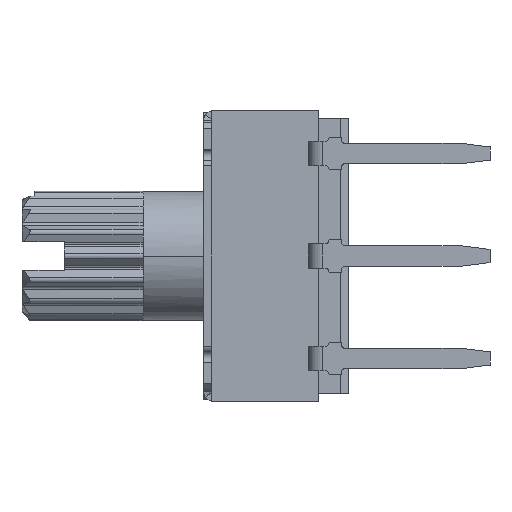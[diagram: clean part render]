
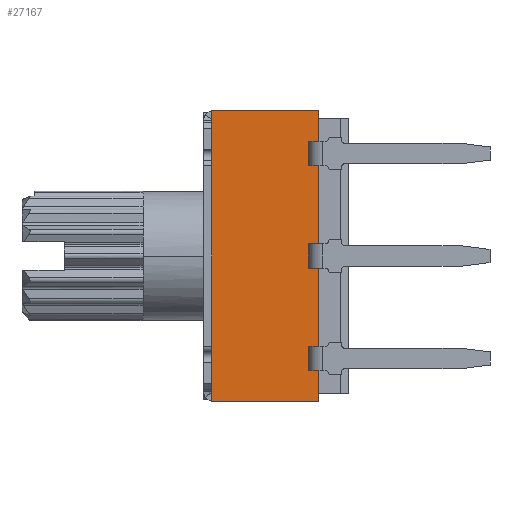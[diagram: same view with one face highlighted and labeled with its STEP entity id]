
A CAD part, left-side view. The second image highlights one B-rep face of the part: STEP entity #27167.
In plain terms, the highlighted planar face has unit normal (-1, 0, 0).
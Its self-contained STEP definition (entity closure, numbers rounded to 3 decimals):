
#189 = ORIENTED_EDGE ( 'NONE', *, *, #5971, .F. ) ;
#272 = VERTEX_POINT ( 'NONE', #8492 ) ;
#458 = CARTESIAN_POINT ( 'NONE',  ( -3.6, 1., 0.3 ) ) ;
#1043 = EDGE_CURVE ( 'NONE', #10263, #30755, #32825, .T. ) ;
#1383 = DIRECTION ( 'NONE',  ( 0., 0., -1. ) ) ;
#1805 = DIRECTION ( 'NONE',  ( 0., 1., 0. ) ) ;
#2334 = ORIENTED_EDGE ( 'NONE', *, *, #24752, .T. ) ;
#2655 = DIRECTION ( 'NONE',  ( 0., -1., 0. ) ) ;
#2795 = CARTESIAN_POINT ( 'NONE',  ( -3.6, 0.75, -0.3 ) ) ;
#3213 = DIRECTION ( 'NONE',  ( 0., 0., -1. ) ) ;
#3494 = CARTESIAN_POINT ( 'NONE',  ( -3.6, 0., 2.84 ) ) ;
#5348 = DIRECTION ( 'NONE',  ( 1., 0., 0. ) ) ;
#5351 = LINE ( 'NONE', #14226, #19560 ) ;
#5526 = CARTESIAN_POINT ( 'NONE',  ( -3.6, 1., -2.24 ) ) ;
#5601 = VECTOR ( 'NONE', #3213, 1000. ) ;
#5971 = EDGE_CURVE ( 'NONE', #20738, #11605, #35951, .T. ) ;
#6134 = CARTESIAN_POINT ( 'NONE',  ( -3.6, 0.75, 3.4 ) ) ;
#6696 = CARTESIAN_POINT ( 'NONE',  ( -3.6, 0.75, 3.4 ) ) ;
#6766 = DIRECTION ( 'NONE',  ( 0., -1., 0. ) ) ;
#6777 = ORIENTED_EDGE ( 'NONE', *, *, #12507, .F. ) ;
#6926 = VECTOR ( 'NONE', #16780, 1000. ) ;
#7445 = DIRECTION ( 'NONE',  ( 0., -1., 0. ) ) ;
#7905 = ORIENTED_EDGE ( 'NONE', *, *, #29518, .F. ) ;
#8303 = CARTESIAN_POINT ( 'NONE',  ( -3.6, 4.42, -3.6 ) ) ;
#8492 = CARTESIAN_POINT ( 'NONE',  ( -3.6, 0.75, 2.24 ) ) ;
#8521 = ORIENTED_EDGE ( 'NONE', *, *, #38288, .F. ) ;
#8626 = LINE ( 'NONE', #6134, #27297 ) ;
#8760 = VERTEX_POINT ( 'NONE', #27892 ) ;
#9637 = VECTOR ( 'NONE', #22753, 1000. ) ;
#10263 = VERTEX_POINT ( 'NONE', #35601 ) ;
#10527 = EDGE_CURVE ( 'NONE', #13878, #33922, #29994, .T. ) ;
#10946 = ORIENTED_EDGE ( 'NONE', *, *, #10527, .F. ) ;
#11107 = LINE ( 'NONE', #35089, #13616 ) ;
#11605 = VERTEX_POINT ( 'NONE', #458 ) ;
#12149 = CARTESIAN_POINT ( 'NONE',  ( -3.6, 3.4, 3.4 ) ) ;
#12507 = EDGE_CURVE ( 'NONE', #14207, #272, #19037, .T. ) ;
#12558 = ORIENTED_EDGE ( 'NONE', *, *, #29259, .T. ) ;
#13587 = VECTOR ( 'NONE', #24069, 1000. ) ;
#13616 = VECTOR ( 'NONE', #23182, 1000. ) ;
#13878 = VERTEX_POINT ( 'NONE', #37492 ) ;
#14117 = VERTEX_POINT ( 'NONE', #17742 ) ;
#14207 = VERTEX_POINT ( 'NONE', #18272 ) ;
#14226 = CARTESIAN_POINT ( 'NONE',  ( -3.6, 0., -0.3 ) ) ;
#14851 = ORIENTED_EDGE ( 'NONE', *, *, #33933, .F. ) ;
#14873 = DIRECTION ( 'NONE',  ( 0., -1., 0. ) ) ;
#14879 = VECTOR ( 'NONE', #31681, 1000. ) ;
#15121 = CARTESIAN_POINT ( 'NONE',  ( -3.6, 0.75, 3.6 ) ) ;
#15396 = LINE ( 'NONE', #12149, #34063 ) ;
#15467 = ORIENTED_EDGE ( 'NONE', *, *, #23882, .T. ) ;
#16333 = CARTESIAN_POINT ( 'NONE',  ( -3.6, 0.75, -2.24 ) ) ;
#16780 = DIRECTION ( 'NONE',  ( 0., 1., 0. ) ) ;
#16861 = LINE ( 'NONE', #36529, #14879 ) ;
#16864 = ORIENTED_EDGE ( 'NONE', *, *, #20064, .F. ) ;
#17410 = VECTOR ( 'NONE', #14873, 1000. ) ;
#17434 = VECTOR ( 'NONE', #32810, 1000. ) ;
#17742 = CARTESIAN_POINT ( 'NONE',  ( -3.6, 3.4, -3.6 ) ) ;
#18272 = CARTESIAN_POINT ( 'NONE',  ( -3.6, 1., 2.24 ) ) ;
#18762 = ORIENTED_EDGE ( 'NONE', *, *, #24178, .F. ) ;
#19037 = LINE ( 'NONE', #31006, #38675 ) ;
#19560 = VECTOR ( 'NONE', #7445, 1000. ) ;
#20064 = EDGE_CURVE ( 'NONE', #25439, #36972, #21915, .T. ) ;
#20422 = CARTESIAN_POINT ( 'NONE',  ( -3.6, 1., 3.4 ) ) ;
#20738 = VERTEX_POINT ( 'NONE', #20861 ) ;
#20814 = CARTESIAN_POINT ( 'NONE',  ( -3.6, 1., -2.84 ) ) ;
#20861 = CARTESIAN_POINT ( 'NONE',  ( -3.6, 0.75, 0.3 ) ) ;
#20874 = CARTESIAN_POINT ( 'NONE',  ( -3.6, 1., 2.84 ) ) ;
#21314 = LINE ( 'NONE', #8303, #17410 ) ;
#21334 = AXIS2_PLACEMENT_3D ( 'NONE', #36359, #5348, #1805 ) ;
#21915 = LINE ( 'NONE', #29478, #9637 ) ;
#22004 = VERTEX_POINT ( 'NONE', #32574 ) ;
#22455 = CARTESIAN_POINT ( 'NONE',  ( -3.6, 0.75, 3.4 ) ) ;
#22501 = EDGE_CURVE ( 'NONE', #8760, #14117, #15396, .T. ) ;
#22753 = DIRECTION ( 'NONE',  ( 0., 1., 0. ) ) ;
#23182 = DIRECTION ( 'NONE',  ( 0., 0., 1. ) ) ;
#23882 = EDGE_CURVE ( 'NONE', #14117, #30755, #21314, .T. ) ;
#23929 = LINE ( 'NONE', #6696, #32736 ) ;
#23935 = CARTESIAN_POINT ( 'NONE',  ( -3.6, 0., -2.84 ) ) ;
#24032 = CARTESIAN_POINT ( 'NONE',  ( -3.6, 0.75, -3.6 ) ) ;
#24069 = DIRECTION ( 'NONE',  ( 0., -1., 0. ) ) ;
#24178 = EDGE_CURVE ( 'NONE', #8760, #32590, #39416, .T. ) ;
#24181 = VECTOR ( 'NONE', #31783, 1000. ) ;
#24229 = EDGE_CURVE ( 'NONE', #32590, #13878, #30618, .T. ) ;
#24752 = EDGE_CURVE ( 'NONE', #32802, #36972, #16861, .T. ) ;
#25034 = CARTESIAN_POINT ( 'NONE',  ( -3.6, 4.42, 3.6 ) ) ;
#25439 = VERTEX_POINT ( 'NONE', #16333 ) ;
#25608 = CARTESIAN_POINT ( 'NONE',  ( -3.6, 0., 0.3 ) ) ;
#25942 = VECTOR ( 'NONE', #28033, 1000. ) ;
#26716 = VERTEX_POINT ( 'NONE', #2795 ) ;
#27167 = ADVANCED_FACE ( 'NONE', ( #28452 ), #39868, .F. ) ;
#27297 = VECTOR ( 'NONE', #31215, 1000. ) ;
#27645 = ORIENTED_EDGE ( 'NONE', *, *, #1043, .F. ) ;
#27892 = CARTESIAN_POINT ( 'NONE',  ( -3.6, 3.4, 3.6 ) ) ;
#28033 = DIRECTION ( 'NONE',  ( 0., 0., -1. ) ) ;
#28452 = FACE_OUTER_BOUND ( 'NONE', #28758, .T. ) ;
#28758 = EDGE_LOOP ( 'NONE', ( #16864, #29768, #8521, #12558, #189, #7905, #6777, #28785, #10946, #38666, #18762, #39393, #15467, #27645, #14851, #2334 ) ) ;
#28785 = ORIENTED_EDGE ( 'NONE', *, *, #35169, .T. ) ;
#29259 = EDGE_CURVE ( 'NONE', #22004, #11605, #11107, .T. ) ;
#29478 = CARTESIAN_POINT ( 'NONE',  ( -3.6, 0., -2.24 ) ) ;
#29518 = EDGE_CURVE ( 'NONE', #272, #20738, #8626, .T. ) ;
#29768 = ORIENTED_EDGE ( 'NONE', *, *, #39132, .F. ) ;
#29994 = LINE ( 'NONE', #3494, #6926 ) ;
#30618 = LINE ( 'NONE', #31874, #5601 ) ;
#30644 = LINE ( 'NONE', #20422, #17434 ) ;
#30755 = VERTEX_POINT ( 'NONE', #24032 ) ;
#31006 = CARTESIAN_POINT ( 'NONE',  ( -3.6, 0., 2.24 ) ) ;
#31215 = DIRECTION ( 'NONE',  ( 0., 0., -1. ) ) ;
#31681 = DIRECTION ( 'NONE',  ( 0., 0., 1. ) ) ;
#31783 = DIRECTION ( 'NONE',  ( 0., 1., 0. ) ) ;
#31874 = CARTESIAN_POINT ( 'NONE',  ( -3.6, 0.75, 3.4 ) ) ;
#32574 = CARTESIAN_POINT ( 'NONE',  ( -3.6, 1., -0.3 ) ) ;
#32590 = VERTEX_POINT ( 'NONE', #15121 ) ;
#32736 = VECTOR ( 'NONE', #1383, 1000. ) ;
#32802 = VERTEX_POINT ( 'NONE', #20814 ) ;
#32810 = DIRECTION ( 'NONE',  ( 0., 0., 1. ) ) ;
#32825 = LINE ( 'NONE', #22455, #25942 ) ;
#33571 = DIRECTION ( 'NONE',  ( 0., 0., -1. ) ) ;
#33922 = VERTEX_POINT ( 'NONE', #20874 ) ;
#33933 = EDGE_CURVE ( 'NONE', #32802, #10263, #38128, .T. ) ;
#34063 = VECTOR ( 'NONE', #33571, 1000. ) ;
#35089 = CARTESIAN_POINT ( 'NONE',  ( -3.6, 1., 3.4 ) ) ;
#35169 = EDGE_CURVE ( 'NONE', #14207, #33922, #30644, .T. ) ;
#35601 = CARTESIAN_POINT ( 'NONE',  ( -3.6, 0.75, -2.84 ) ) ;
#35951 = LINE ( 'NONE', #25608, #24181 ) ;
#36359 = CARTESIAN_POINT ( 'NONE',  ( -3.6, 0., 3.4 ) ) ;
#36529 = CARTESIAN_POINT ( 'NONE',  ( -3.6, 1., 3.4 ) ) ;
#36972 = VERTEX_POINT ( 'NONE', #5526 ) ;
#37492 = CARTESIAN_POINT ( 'NONE',  ( -3.6, 0.75, 2.84 ) ) ;
#38128 = LINE ( 'NONE', #23935, #13587 ) ;
#38288 = EDGE_CURVE ( 'NONE', #22004, #26716, #5351, .T. ) ;
#38666 = ORIENTED_EDGE ( 'NONE', *, *, #24229, .F. ) ;
#38675 = VECTOR ( 'NONE', #2655, 1000. ) ;
#39132 = EDGE_CURVE ( 'NONE', #26716, #25439, #23929, .T. ) ;
#39393 = ORIENTED_EDGE ( 'NONE', *, *, #22501, .T. ) ;
#39416 = LINE ( 'NONE', #25034, #39927 ) ;
#39868 = PLANE ( 'NONE',  #21334 ) ;
#39927 = VECTOR ( 'NONE', #6766, 1000. ) ;
